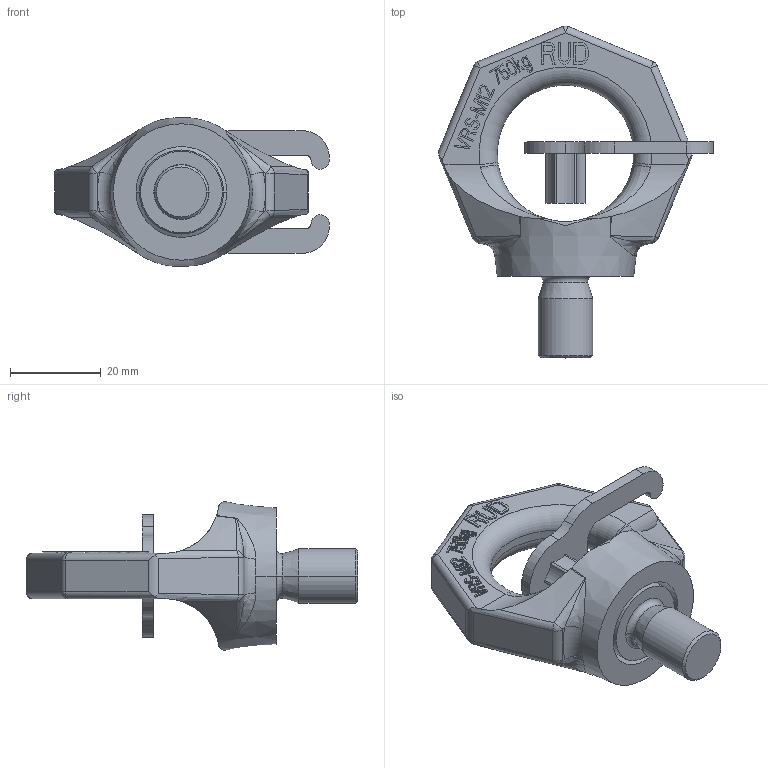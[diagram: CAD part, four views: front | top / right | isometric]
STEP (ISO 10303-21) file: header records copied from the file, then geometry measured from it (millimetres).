
FILE_DESCRIPTION((''),'2;1');
FILE_NAME('001-M09477-P-5_ASM','2004-10-11T',('Haas'),(''),'PRO/ENGINEER BY PARAMETRIC TECHNOLOGY CORPORATION, 2003450','PRO/ENGINEER BY PARAMETRIC TECHNOLOGY CORPORATION, 2003450','');
FILE_SCHEMA(('CONFIG_CONTROL_DESIGN'));
Length unit declared in the file: millimetre
Products named in the file (5): 001-M09477-P-1; 001-M09477-P-2; 001-M09477-P-3_ASM; 001-M09477-P-4; 001-M09477-P-5_ASM
Assembly tree (4 placements, depth 3):
  001-M09477-P-5_ASM
    001-M09477-P-3_ASM
      001-M09477-P-1
      001-M09477-P-2
    001-M09477-P-4
Bounding box: 60.42 x 73.01 x 32.71 mm (x, y, z)
Volume: 25162.6 mm3; surface area: 11426.9 mm2
Topology: 3 solids, 3 shells, 551 faces, 1515 edges, 986 vertices
Faces by surface type: plane 430, cylinder 61, bspline 28, cone 12, torus 10, sphere 10
Entity records: 19883 total; most frequent: CARTESIAN_POINT 5958, ORIENTED_EDGE 3022, DIRECTION 2611, EDGE_CURVE 1511, VECTOR 1259, LINE 1259, VERTEX_POINT 986, AXIS2_PLACEMENT_3D 676
